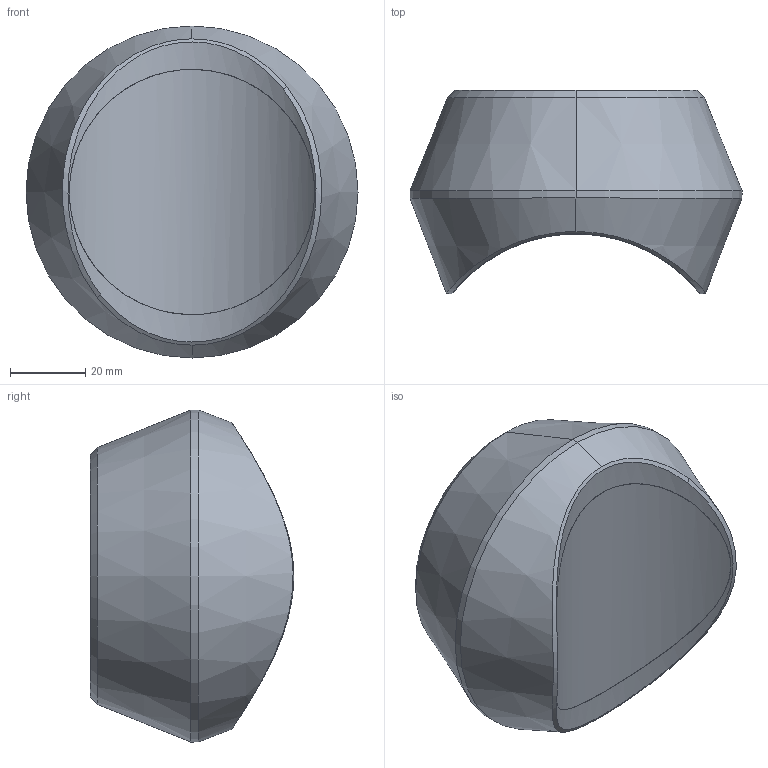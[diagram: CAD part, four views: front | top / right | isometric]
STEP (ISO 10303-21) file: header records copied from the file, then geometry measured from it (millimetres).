
FILE_DESCRIPTION (( 'STEP AP203' ), '1' );
FILE_NAME ('3 X 2.0 .STEP', '2025-05-10T00:53:51', '' );
FILE_SCHEMA (( 'CONFIG_CONTROL_DESIGN' ));
Length unit declared in the file: inch
Products named in the file (1): 3 X 2.0 
Bounding box: 88.11 x 54.07 x 88.11 mm (x, y, z)
Surface area: 29702.9 mm2 (no closed solid volume)
Topology: 0 solids, 3 shells, 19 faces, 44 edges, 28 vertices
Faces by surface type: bspline 6, cylinder 6, cone 6, plane 1
Entity records: 2251 total; most frequent: CARTESIAN_POINT 1778, ORIENTED_EDGE 82, DIRECTION 70, EDGE_CURVE 44, AXIS2_PLACEMENT_3D 30, VERTEX_POINT 28, EDGE_LOOP 21, FACE_OUTER_BOUND 19
